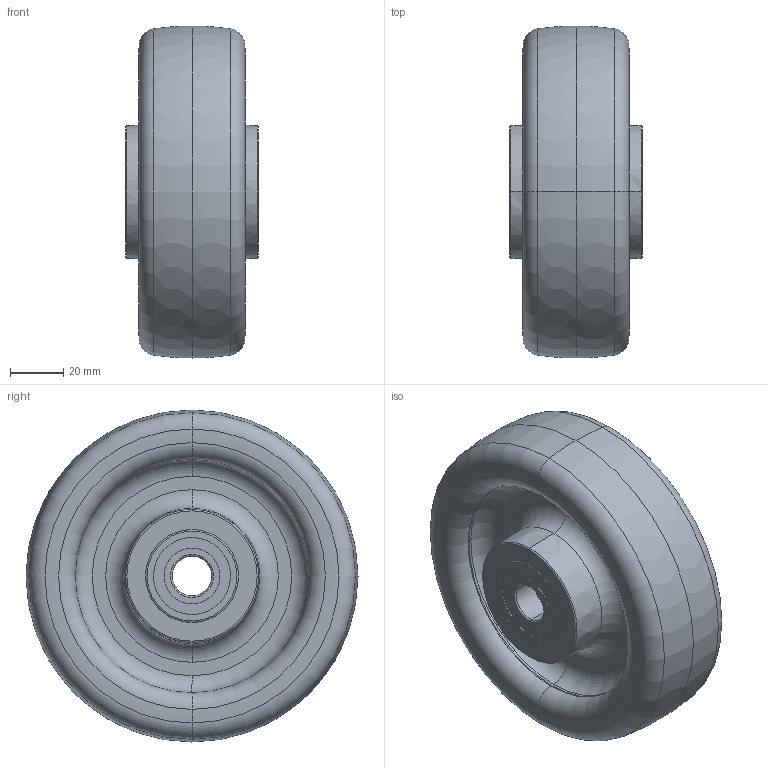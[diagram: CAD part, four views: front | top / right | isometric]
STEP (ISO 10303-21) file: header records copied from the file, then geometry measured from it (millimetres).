
FILE_DESCRIPTION (( 'STEP AP214' ), '1' );
FILE_NAME ('0036240.step', '2023-01-23T10:42:51', ( '' ), ( '' ), 'SwSTEP 2.0', 'SolidWorks 2020', '' );
FILE_SCHEMA (( 'AUTOMOTIVE_DESIGN' ));
Length unit declared in the file: millimetre
Products named in the file (1): 0036240
Bounding box: 50.1 x 125 x 125 mm (x, y, z)
Surface area: 54189.9 mm2 (no closed solid volume)
Topology: 0 solids, 10 shells, 82 faces, 184 edges, 114 vertices
Faces by surface type: torus 40, cylinder 26, plane 12, cone 4
Entity records: 3252 total; most frequent: DIRECTION 504, CARTESIAN_POINT 381, ORIENTED_EDGE 328, AXIS2_PLACEMENT_3D 237, EDGE_CURVE 184, CIRCLE 154, VERTEX_POINT 114, EDGE_LOOP 94
